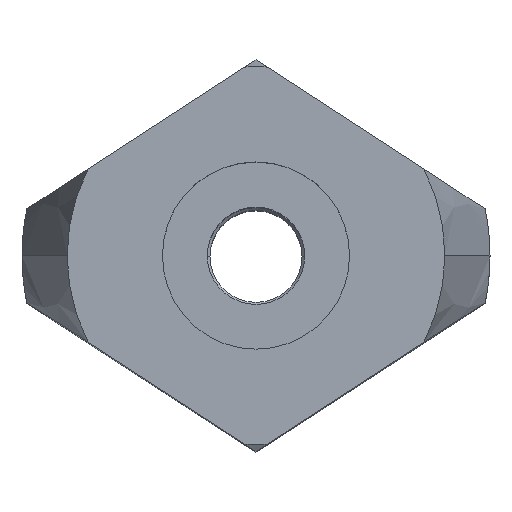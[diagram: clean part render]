
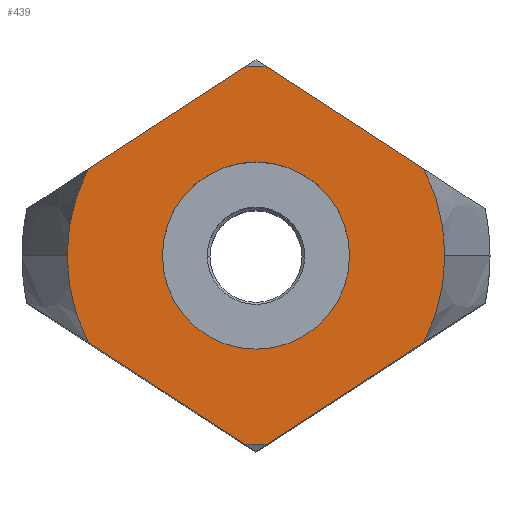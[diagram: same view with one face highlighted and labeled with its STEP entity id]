
A CAD part, top view. The second image highlights one B-rep face of the part: STEP entity #439.
In plain terms, the highlighted planar face has unit normal (0, 0, 1).
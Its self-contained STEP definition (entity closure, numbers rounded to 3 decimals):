
#189=EDGE_CURVE('',#219,#441,#521,.T.);
#191=EDGE_CURVE('',#279,#265,#523,.T.);
#207=VERTEX_POINT('',#543);
#219=VERTEX_POINT('',#557);
#241=EDGE_CURVE('',#265,#279,#583,.T.);
#247=EDGE_CURVE('',#285,#481,#590,.T.);
#257=EDGE_CURVE('',#207,#319,#602,.T.);
#261=EDGE_CURVE('',#441,#285,#607,.T.);
#265=VERTEX_POINT('',#611);
#277=VERTEX_POINT('',#623);
#279=VERTEX_POINT('',#625);
#285=VERTEX_POINT('',#632);
#301=EDGE_CURVE('',#319,#365,#648,.T.);
#313=EDGE_CURVE('',#331,#207,#661,.T.);
#317=VERTEX_POINT('',#665);
#319=VERTEX_POINT('',#667);
#325=EDGE_CURVE('',#277,#317,#673,.T.);
#331=VERTEX_POINT('',#679);
#363=EDGE_CURVE('',#365,#219,#715,.T.);
#365=VERTEX_POINT('',#717);
#437=EDGE_CURVE('',#317,#331,#798,.T.);
#439=ADVANCED_FACE('',(#800,#801),#802,.T.);
#441=VERTEX_POINT('',#804);
#473=EDGE_CURVE('',#481,#277,#841,.T.);
#481=VERTEX_POINT('',#849);
#521=CIRCLE('',#885,10.088);
#523=CIRCLE('',#888,5.0);
#543=CARTESIAN_POINT('',(-8.958,-4.64,25.0));
#557=CARTESIAN_POINT('',(8.958,-4.64,25.0));
#583=CIRCLE('',#974,5.0);
#590=LINE('',#982,#983);
#602=LINE('',#998,#999);
#607=CIRCLE('',#1005,10.088);
#611=CARTESIAN_POINT('',(-5.0,0.,25.0));
#623=CARTESIAN_POINT('',(-0.596,10.071,25.0));
#625=CARTESIAN_POINT('',(5.0,0.0,25.0));
#632=CARTESIAN_POINT('',(8.958,4.64,25.0));
#648=CIRCLE('',#1085,10.088);
#661=CIRCLE('',#1103,10.088);
#665=CARTESIAN_POINT('',(-8.958,4.64,25.0));
#667=CARTESIAN_POINT('',(-0.596,-10.071,25.0));
#673=LINE('',#1118,#1119);
#679=CARTESIAN_POINT('',(-10.088,0.,25.0));
#715=LINE('',#1191,#1192);
#717=CARTESIAN_POINT('',(0.596,-10.071,25.0));
#798=CIRCLE('',#1303,10.088);
#800=FACE_OUTER_BOUND('',#1305,.T.);
#801=FACE_BOUND('',#1306,.T.);
#802=PLANE('',#1307);
#804=CARTESIAN_POINT('',(10.088,0.,25.0));
#841=CIRCLE('',#1372,10.088);
#849=CARTESIAN_POINT('',(0.596,10.071,25.0));
#885=AXIS2_PLACEMENT_3D('',#1420,#1421,#1422);
#888=AXIS2_PLACEMENT_3D('',#1423,#1424,#1425);
#974=AXIS2_PLACEMENT_3D('',#1518,#1519,#1520);
#982=CARTESIAN_POINT('',(1.623,9.404,25.0));
#983=VECTOR('',#1529,1.0);
#998=CARTESIAN_POINT('',(-5.171,-7.1,25.0));
#999=VECTOR('',#1547,1.0);
#1005=AXIS2_PLACEMENT_3D('',#1556,#1557,#1558);
#1085=AXIS2_PLACEMENT_3D('',#1576,#1577,#1578);
#1103=AXIS2_PLACEMENT_3D('',#1594,#1595,#1596);
#1118=CARTESIAN_POINT('',(-5.171,7.1,25.0));
#1119=VECTOR('',#1603,1.0);
#1191=CARTESIAN_POINT('',(1.623,-9.404,25.0));
#1192=VECTOR('',#1645,1.0);
#1303=AXIS2_PLACEMENT_3D('',#1750,#1751,#1752);
#1305=EDGE_LOOP('',(#1754,#1755,#1756,#1757,#1758,#1759,#1760,#1761,#1762,#1763));
#1306=EDGE_LOOP('',(#1764,#1765));
#1307=AXIS2_PLACEMENT_3D('',#1766,#1767,#1768);
#1372=AXIS2_PLACEMENT_3D('',#1812,#1813,#1814);
#1420=CARTESIAN_POINT('',(0.,0.,25.0));
#1421=DIRECTION('',(0.,0.,1.0));
#1422=DIRECTION('',(-1.0,0.,-0.0));
#1423=CARTESIAN_POINT('',(0.0,0.0,25.0));
#1424=DIRECTION('',(0.,0.,-1.0));
#1425=DIRECTION('',(1.0,0.,0.));
#1518=CARTESIAN_POINT('',(0.0,0.0,25.0));
#1519=DIRECTION('',(0.,0.,-1.0));
#1520=DIRECTION('',(1.0,0.,0.));
#1529=DIRECTION('',(-0.839,0.545,0.));
#1547=DIRECTION('',(0.839,-0.545,0.));
#1556=CARTESIAN_POINT('',(0.,0.,25.0));
#1557=DIRECTION('',(0.,0.,1.0));
#1558=DIRECTION('',(-1.0,0.,-0.0));
#1576=CARTESIAN_POINT('',(0.,0.,25.0));
#1577=DIRECTION('',(0.,0.,1.0));
#1578=DIRECTION('',(-1.0,0.,-0.0));
#1594=CARTESIAN_POINT('',(0.,0.,25.0));
#1595=DIRECTION('',(0.,0.,1.0));
#1596=DIRECTION('',(-1.0,0.,-0.0));
#1603=DIRECTION('',(-0.839,-0.545,0.));
#1645=DIRECTION('',(0.839,0.545,0.));
#1750=CARTESIAN_POINT('',(0.,0.,25.0));
#1751=DIRECTION('',(0.,0.,1.0));
#1752=DIRECTION('',(-1.0,0.,-0.0));
#1754=ORIENTED_EDGE('',*,*,#325,.T.);
#1755=ORIENTED_EDGE('',*,*,#437,.T.);
#1756=ORIENTED_EDGE('',*,*,#313,.T.);
#1757=ORIENTED_EDGE('',*,*,#257,.T.);
#1758=ORIENTED_EDGE('',*,*,#301,.T.);
#1759=ORIENTED_EDGE('',*,*,#363,.T.);
#1760=ORIENTED_EDGE('',*,*,#189,.T.);
#1761=ORIENTED_EDGE('',*,*,#261,.T.);
#1762=ORIENTED_EDGE('',*,*,#247,.T.);
#1763=ORIENTED_EDGE('',*,*,#473,.T.);
#1764=ORIENTED_EDGE('',*,*,#191,.T.);
#1765=ORIENTED_EDGE('',*,*,#241,.T.);
#1766=CARTESIAN_POINT('',(-5.044,0.,25.0));
#1767=DIRECTION('',(0.,0.,1.0));
#1768=DIRECTION('',(-1.0,0.,0.));
#1812=CARTESIAN_POINT('',(0.,0.,25.0));
#1813=DIRECTION('',(0.,0.,1.0));
#1814=DIRECTION('',(-1.0,0.,-0.0));
